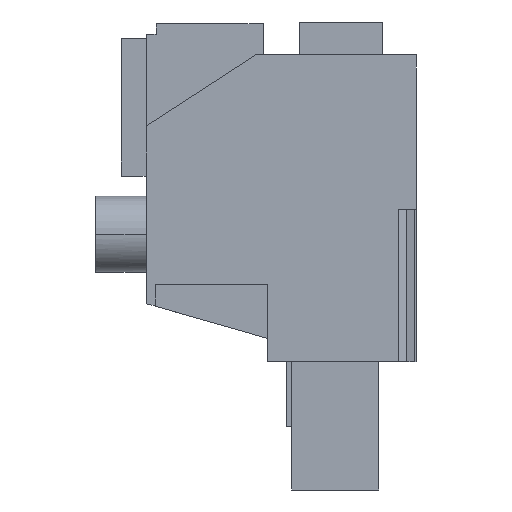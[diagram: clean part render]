
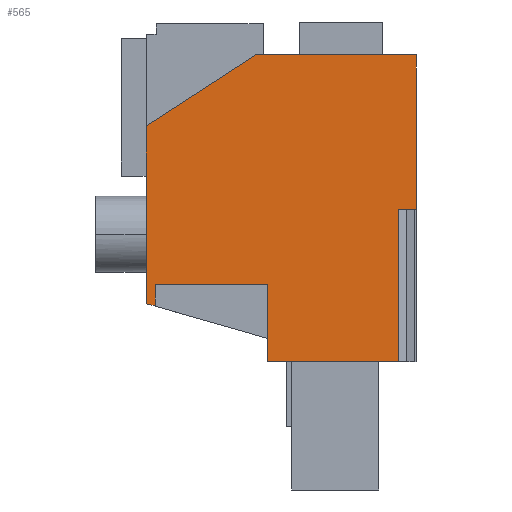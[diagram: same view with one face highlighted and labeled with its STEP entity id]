
A CAD part, left-side view. The second image highlights one B-rep face of the part: STEP entity #565.
In plain terms, the highlighted planar face has unit normal (-1, 0, 0).
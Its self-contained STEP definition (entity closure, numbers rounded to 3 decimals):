
#489=AXIS2_PLACEMENT_3D('Plane Axis2P3D',#486,#487,#488) ;
#135=CARTESIAN_POINT('Vertex',(0.,30.3,20.9)) ;
#140=CARTESIAN_POINT('Line Origine',(0.,30.3,30.873)) ;
#144=CARTESIAN_POINT('Vertex',(0.,30.3,40.847)) ;
#361=CARTESIAN_POINT('Vertex',(0.,29.3,20.613)) ;
#364=CARTESIAN_POINT('Line Origine',(0.,29.8,20.757)) ;
#486=CARTESIAN_POINT('Axis2P3D Location',(0.,0.,0.)) ;
#491=CARTESIAN_POINT('Line Origine',(0.,16.7,18.725)) ;
#495=CARTESIAN_POINT('Vertex',(0.,16.7,23.05)) ;
#497=CARTESIAN_POINT('Vertex',(0.,16.7,14.4)) ;
#500=CARTESIAN_POINT('Line Origine',(0.,9.35,14.4)) ;
#504=CARTESIAN_POINT('Vertex',(0.,2.,14.4)) ;
#507=CARTESIAN_POINT('Line Origine',(0.,2.,22.95)) ;
#511=CARTESIAN_POINT('Vertex',(0.,2.,31.5)) ;
#514=CARTESIAN_POINT('Line Origine',(0.,1.,31.5)) ;
#518=CARTESIAN_POINT('Vertex',(0.,0.,31.5)) ;
#521=CARTESIAN_POINT('Line Origine',(0.,0.,40.15)) ;
#525=CARTESIAN_POINT('Vertex',(0.,0.,48.8)) ;
#528=CARTESIAN_POINT('Line Origine',(0.,9.,48.8)) ;
#532=CARTESIAN_POINT('Vertex',(0.,18.,48.8)) ;
#535=CARTESIAN_POINT('Line Origine',(0.,24.15,44.823)) ;
#540=CARTESIAN_POINT('Line Origine',(0.,29.3,21.832)) ;
#544=CARTESIAN_POINT('Vertex',(0.,29.3,23.05)) ;
#547=CARTESIAN_POINT('Line Origine',(0.,23.,23.05)) ;
#141=DIRECTION('Vector Direction',(0.,0.,1.)) ;
#365=DIRECTION('Vector Direction',(0.,0.961,0.276)) ;
#487=DIRECTION('Axis2P3D Direction',(-1.,0.,0.)) ;
#488=DIRECTION('Axis2P3D XDirection',(0.,0.,1.)) ;
#492=DIRECTION('Vector Direction',(0.,0.,1.)) ;
#501=DIRECTION('Vector Direction',(0.,1.,0.)) ;
#508=DIRECTION('Vector Direction',(0.,0.,1.)) ;
#515=DIRECTION('Vector Direction',(0.,-1.,0.)) ;
#522=DIRECTION('Vector Direction',(0.,0.,-1.)) ;
#529=DIRECTION('Vector Direction',(0.,-1.,0.)) ;
#536=DIRECTION('Vector Direction',(0.,0.84,-0.543)) ;
#541=DIRECTION('Vector Direction',(0.,0.,-1.)) ;
#548=DIRECTION('Vector Direction',(0.,1.,0.)) ;
#142=VECTOR('Line Direction',#141,1.) ;
#366=VECTOR('Line Direction',#365,1.) ;
#493=VECTOR('Line Direction',#492,1.) ;
#502=VECTOR('Line Direction',#501,1.) ;
#509=VECTOR('Line Direction',#508,1.) ;
#516=VECTOR('Line Direction',#515,1.) ;
#523=VECTOR('Line Direction',#522,1.) ;
#530=VECTOR('Line Direction',#529,1.) ;
#537=VECTOR('Line Direction',#536,1.) ;
#542=VECTOR('Line Direction',#541,1.) ;
#549=VECTOR('Line Direction',#548,1.) ;
#553=ORIENTED_EDGE('',*,*,#499,.T.) ;
#554=ORIENTED_EDGE('',*,*,#506,.F.) ;
#555=ORIENTED_EDGE('',*,*,#513,.T.) ;
#556=ORIENTED_EDGE('',*,*,#520,.T.) ;
#557=ORIENTED_EDGE('',*,*,#527,.T.) ;
#558=ORIENTED_EDGE('',*,*,#534,.T.) ;
#559=ORIENTED_EDGE('',*,*,#539,.T.) ;
#560=ORIENTED_EDGE('',*,*,#146,.T.) ;
#561=ORIENTED_EDGE('',*,*,#368,.T.) ;
#562=ORIENTED_EDGE('',*,*,#546,.F.) ;
#563=ORIENTED_EDGE('',*,*,#551,.F.) ;
#565=ADVANCED_FACE('BUZ',(#564),#490,.T.) ;
#146=EDGE_CURVE('',#145,#136,#143,.F.) ;
#368=EDGE_CURVE('',#136,#362,#367,.F.) ;
#499=EDGE_CURVE('',#496,#498,#494,.F.) ;
#506=EDGE_CURVE('',#505,#498,#503,.T.) ;
#513=EDGE_CURVE('',#505,#512,#510,.T.) ;
#520=EDGE_CURVE('',#512,#519,#517,.T.) ;
#527=EDGE_CURVE('',#519,#526,#524,.F.) ;
#534=EDGE_CURVE('',#526,#533,#531,.F.) ;
#539=EDGE_CURVE('',#533,#145,#538,.T.) ;
#546=EDGE_CURVE('',#545,#362,#543,.T.) ;
#551=EDGE_CURVE('',#496,#545,#550,.T.) ;
#552=EDGE_LOOP('',(#553,#554,#555,#556,#557,#558,#559,#560,#561,#562,#563)) ;
#564=FACE_OUTER_BOUND('',#552,.T.) ;
#143=LINE('Line',#140,#142) ;
#367=LINE('Line',#364,#366) ;
#494=LINE('Line',#491,#493) ;
#503=LINE('Line',#500,#502) ;
#510=LINE('Line',#507,#509) ;
#517=LINE('Line',#514,#516) ;
#524=LINE('Line',#521,#523) ;
#531=LINE('Line',#528,#530) ;
#538=LINE('Line',#535,#537) ;
#543=LINE('Line',#540,#542) ;
#550=LINE('Line',#547,#549) ;
#490=PLANE('',#489) ;
#136=VERTEX_POINT('',#135) ;
#145=VERTEX_POINT('',#144) ;
#362=VERTEX_POINT('',#361) ;
#496=VERTEX_POINT('',#495) ;
#498=VERTEX_POINT('',#497) ;
#505=VERTEX_POINT('',#504) ;
#512=VERTEX_POINT('',#511) ;
#519=VERTEX_POINT('',#518) ;
#526=VERTEX_POINT('',#525) ;
#533=VERTEX_POINT('',#532) ;
#545=VERTEX_POINT('',#544) ;
